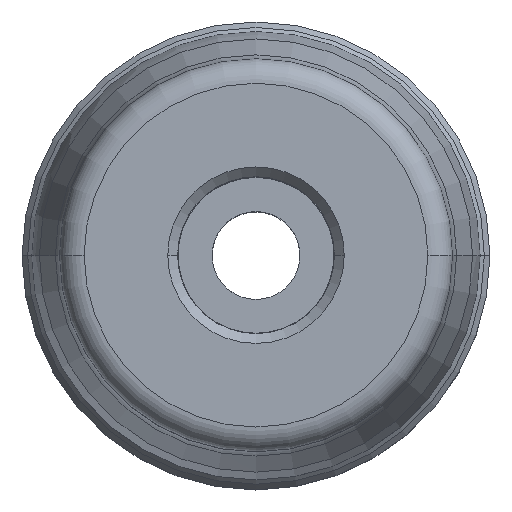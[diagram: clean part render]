
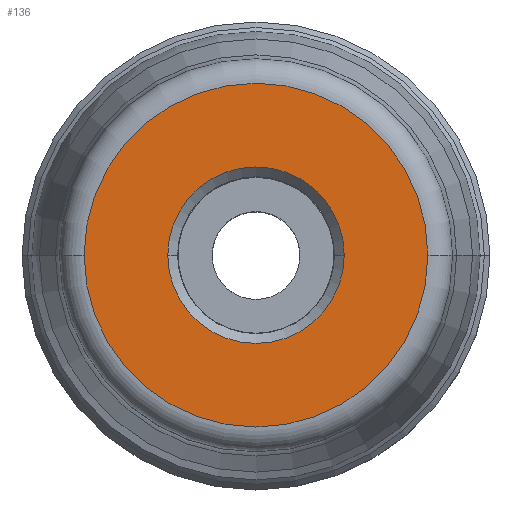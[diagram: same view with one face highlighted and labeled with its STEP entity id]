
A CAD part, top view. The second image highlights one B-rep face of the part: STEP entity #136.
In plain terms, the highlighted planar face has unit normal (0, 0, 1).
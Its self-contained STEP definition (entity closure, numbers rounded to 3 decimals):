
#76=PLANE('',#1349);
#86=FACE_BOUND('',#306,.T.);
#87=FACE_BOUND('',#307,.T.);
#136=ADVANCED_FACE('',(#86,#87),#76,.F.);
#306=EDGE_LOOP('',(#512,#513,#514,#515));
#307=EDGE_LOOP('',(#516,#517));
#512=ORIENTED_EDGE('',*,*,#828,.F.);
#513=ORIENTED_EDGE('',*,*,#826,.F.);
#514=ORIENTED_EDGE('',*,*,#825,.F.);
#515=ORIENTED_EDGE('',*,*,#829,.T.);
#516=ORIENTED_EDGE('',*,*,#830,.F.);
#517=ORIENTED_EDGE('',*,*,#831,.F.);
#700=VERTEX_POINT('',#2120);
#701=VERTEX_POINT('',#2122);
#702=VERTEX_POINT('',#2124);
#703=VERTEX_POINT('',#2128);
#704=VERTEX_POINT('',#2132);
#705=VERTEX_POINT('',#2133);
#825=EDGE_CURVE('',#700,#701,#956,.T.);
#826=EDGE_CURVE('',#701,#702,#957,.T.);
#828=EDGE_CURVE('',#702,#703,#959,.T.);
#829=EDGE_CURVE('',#700,#703,#960,.T.);
#830=EDGE_CURVE('',#704,#705,#961,.T.);
#831=EDGE_CURVE('',#705,#704,#962,.T.);
#956=CIRCLE('',#1340,14.);
#957=CIRCLE('',#1341,14.);
#959=CIRCLE('',#1344,14.);
#960=CIRCLE('',#1345,14.);
#961=CIRCLE('',#1347,7.185);
#962=CIRCLE('',#1348,7.185);
#1340=AXIS2_PLACEMENT_3D('',#2121,#1663,#1664);
#1341=AXIS2_PLACEMENT_3D('',#2123,#1665,#1666);
#1344=AXIS2_PLACEMENT_3D('',#2127,#1671,#1672);
#1345=AXIS2_PLACEMENT_3D('',#2129,#1673,#1674);
#1347=AXIS2_PLACEMENT_3D('',#2131,#1677,#1678);
#1348=AXIS2_PLACEMENT_3D('',#2134,#1679,#1680);
#1349=AXIS2_PLACEMENT_3D('',#2135,#1681,#1682);
#1663=DIRECTION('',(0.,0.,-1.));
#1664=DIRECTION('',(1.,0.,0.));
#1665=DIRECTION('',(0.,0.,-1.));
#1666=DIRECTION('',(1.,-0.001,0.));
#1671=DIRECTION('',(0.,0.,-1.));
#1672=DIRECTION('',(-1.,0.001,0.));
#1673=DIRECTION('',(0.,0.,1.));
#1674=DIRECTION('',(-1.,0.001,0.));
#1677=DIRECTION('',(0.,0.,1.));
#1678=DIRECTION('',(1.,0.,0.));
#1679=DIRECTION('',(0.,0.,1.));
#1680=DIRECTION('',(-1.,0.,0.));
#1681=DIRECTION('',(0.,0.,-1.));
#1682=DIRECTION('',(1.,0.,0.));
#2120=CARTESIAN_POINT('',(14.,0.,0.));
#2121=CARTESIAN_POINT('',(0.,0.,0.));
#2122=CARTESIAN_POINT('',(14.,-0.019,0.));
#2123=CARTESIAN_POINT('',(0.,0.,0.));
#2124=CARTESIAN_POINT('',(-14.,0.,0.));
#2127=CARTESIAN_POINT('',(0.,0.,0.));
#2128=CARTESIAN_POINT('',(-14.,0.019,0.));
#2129=CARTESIAN_POINT('',(0.,0.,0.));
#2131=CARTESIAN_POINT('',(0.,0.,0.));
#2132=CARTESIAN_POINT('',(7.185,0.,0.));
#2133=CARTESIAN_POINT('',(-7.185,0.,0.));
#2134=CARTESIAN_POINT('',(0.,0.,0.));
#2135=CARTESIAN_POINT('',(0.,0.,0.));
